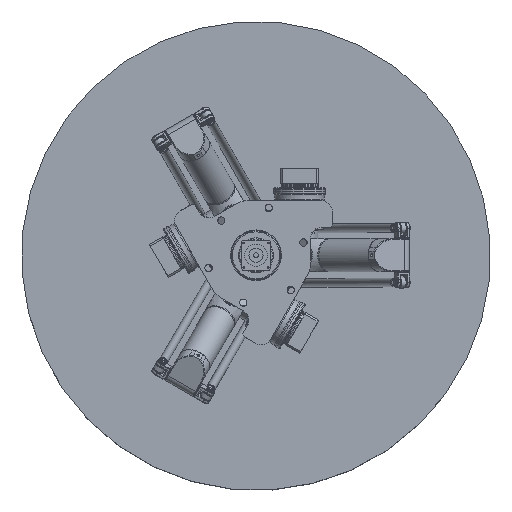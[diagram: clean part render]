
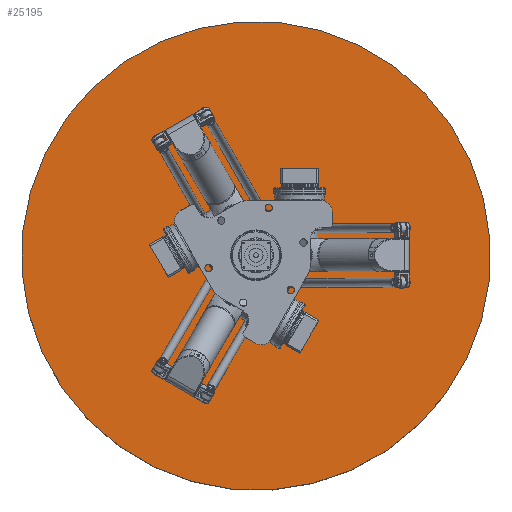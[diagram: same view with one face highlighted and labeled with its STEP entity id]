
A CAD part, top view. The second image highlights one B-rep face of the part: STEP entity #25195.
In plain terms, the highlighted face is planar.
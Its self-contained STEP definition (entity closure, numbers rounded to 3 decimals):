
#1399=PLANE('',#27688);
#2621=FACE_OUTER_BOUND('',#4232,.T.);
#4232=EDGE_LOOP('',(#21113));
#9860=CIRCLE('',#27687,430.);
#11865=VERTEX_POINT('',#47936);
#15039=EDGE_CURVE('',#11865,#11865,#9860,.T.);
#21113=ORIENTED_EDGE('',*,*,#15039,.T.);
#25195=ADVANCED_FACE('',(#2621),#1399,.F.);
#27687=AXIS2_PLACEMENT_3D('',#47938,#33811,#33812);
#27688=AXIS2_PLACEMENT_3D('',#47939,#33813,#33814);
#33811=DIRECTION('center_axis',(0.,1.,0.));
#33812=DIRECTION('ref_axis',(-1.,0.,0.));
#33813=DIRECTION('center_axis',(0.,-1.,0.));
#33814=DIRECTION('ref_axis',(0.,0.,-1.));
#47936=CARTESIAN_POINT('',(430.,-607.065,0.));
#47938=CARTESIAN_POINT('Origin',(0.,-607.065,
0.));
#47939=CARTESIAN_POINT('Origin',(1500.,-607.065,-1500.));
